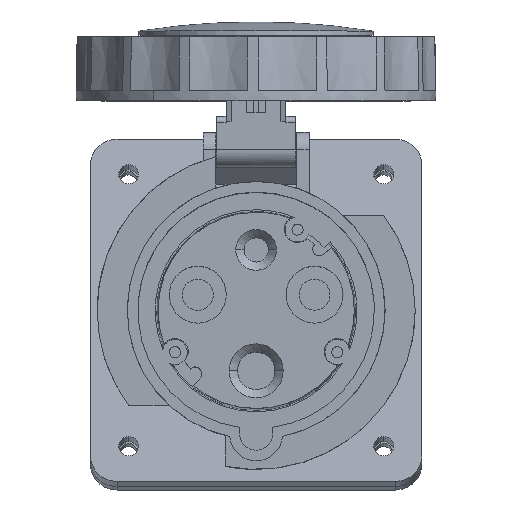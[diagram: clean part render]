
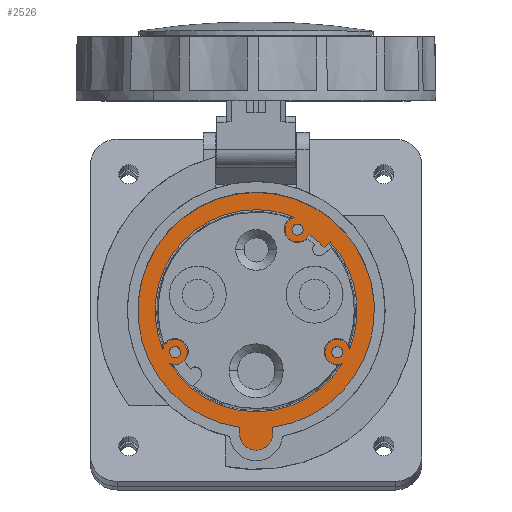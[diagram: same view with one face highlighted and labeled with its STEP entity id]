
A CAD part, top view. The second image highlights one B-rep face of the part: STEP entity #2526.
In plain terms, the highlighted face is planar.
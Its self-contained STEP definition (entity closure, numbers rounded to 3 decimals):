
#819=DIRECTION('',(0.,1.,0.));
#820=VECTOR('',#819,1.852);
#821=CARTESIAN_POINT('',(-5.,-37.2,0.));
#822=LINE('',#821,#820);
#831=DIRECTION('',(0.,-1.,0.));
#832=VECTOR('',#831,1.852);
#833=CARTESIAN_POINT('',(5.,-35.348,0.));
#834=LINE('',#833,#832);
#843=CARTESIAN_POINT('',(0.,-37.2,0.));
#844=DIRECTION('',(0.,0.,1.));
#845=DIRECTION('',(-1.,0.,0.));
#846=AXIS2_PLACEMENT_3D('',#843,#844,#845);
#848=CARTESIAN_POINT('',(0.,0.,0.));
#849=DIRECTION('',(0.,0.,1.));
#850=DIRECTION('',(0.14,-0.99,0.));
#851=AXIS2_PLACEMENT_3D('',#848,#849,#850);
#853=CARTESIAN_POINT('',(0.,0.,0.));
#854=DIRECTION('',(0.,0.,1.));
#855=DIRECTION('',(0.,1.,0.));
#856=AXIS2_PLACEMENT_3D('',#853,#854,#855);
#858=CARTESIAN_POINT('',(24.503,-12.485,0.));
#859=DIRECTION('',(0.,0.,1.));
#860=DIRECTION('',(0.978,0.211,0.));
#861=AXIS2_PLACEMENT_3D('',#858,#859,#860);
#863=CARTESIAN_POINT('',(24.503,-12.485,0.));
#864=DIRECTION('',(0.,0.,1.));
#865=DIRECTION('',(0.898,0.44,0.));
#866=AXIS2_PLACEMENT_3D('',#863,#864,#865);
#868=CARTESIAN_POINT('',(24.503,-12.485,0.));
#869=DIRECTION('',(0.,0.,1.));
#870=DIRECTION('',(-1.,0.,0.));
#871=AXIS2_PLACEMENT_3D('',#868,#869,#870);
#873=CARTESIAN_POINT('',(24.503,-12.485,0.));
#874=DIRECTION('',(0.,0.,1.));
#875=DIRECTION('',(0.171,-0.985,0.));
#876=AXIS2_PLACEMENT_3D('',#873,#874,#875);
#878=CARTESIAN_POINT('',(0.,0.,0.));
#879=DIRECTION('',(0.,0.,-1.));
#880=DIRECTION('',(0.853,-0.522,0.));
#881=AXIS2_PLACEMENT_3D('',#878,#879,#880);
#883=CARTESIAN_POINT('',(0.,0.,0.));
#884=DIRECTION('',(0.,0.,-1.));
#885=DIRECTION('',(0.,-1.,0.));
#886=AXIS2_PLACEMENT_3D('',#883,#884,#885);
#888=CARTESIAN_POINT('',(-24.503,-12.485,0.));
#889=DIRECTION('',(0.,0.,1.));
#890=DIRECTION('',(-0.404,-0.915,0.));
#891=AXIS2_PLACEMENT_3D('',#888,#889,#890);
#893=CARTESIAN_POINT('',(-24.503,-12.485,0.));
#894=DIRECTION('',(0.,0.,1.));
#895=DIRECTION('',(-0.171,-0.985,0.));
#896=AXIS2_PLACEMENT_3D('',#893,#894,#895);
#898=CARTESIAN_POINT('',(-24.503,-12.485,0.));
#899=DIRECTION('',(0.,0.,1.));
#900=DIRECTION('',(1.,0.,0.));
#901=AXIS2_PLACEMENT_3D('',#898,#899,#900);
#903=CARTESIAN_POINT('',(-24.503,-12.485,0.));
#904=DIRECTION('',(0.,0.,1.));
#905=DIRECTION('',(-0.898,0.44,0.));
#906=AXIS2_PLACEMENT_3D('',#903,#904,#905);
#908=CARTESIAN_POINT('',(0.,0.,0.));
#909=DIRECTION('',(0.,0.,-1.));
#910=DIRECTION('',(-0.924,-0.383,0.));
#911=AXIS2_PLACEMENT_3D('',#908,#909,#910);
#913=DIRECTION('',(0.731,-0.682,0.));
#914=VECTOR('',#913,2.5);
#915=CARTESIAN_POINT('',(-22.306,20.801,0.));
#916=LINE('',#915,#914);
#917=CARTESIAN_POINT('',(0.,0.,0.));
#918=DIRECTION('',(0.,0.,-1.));
#919=DIRECTION('',(-0.731,0.682,0.));
#920=AXIS2_PLACEMENT_3D('',#917,#918,#919);
#922=CARTESIAN_POINT('',(-12.485,24.503,0.));
#923=DIRECTION('',(0.,0.,1.));
#924=DIRECTION('',(-0.919,-0.394,0.));
#925=AXIS2_PLACEMENT_3D('',#922,#923,#924);
#927=CARTESIAN_POINT('',(-12.485,24.503,0.));
#928=DIRECTION('',(0.,0.,1.));
#929=DIRECTION('',(1.,0.,0.));
#930=AXIS2_PLACEMENT_3D('',#927,#928,#929);
#932=CARTESIAN_POINT('',(0.,0.,0.));
#933=DIRECTION('',(0.,0.,-1.));
#934=DIRECTION('',(-0.383,0.924,0.));
#935=AXIS2_PLACEMENT_3D('',#932,#933,#934);
#937=CARTESIAN_POINT('',(0.,0.,0.));
#938=DIRECTION('',(0.,0.,-1.));
#939=DIRECTION('',(0.,1.,0.));
#940=AXIS2_PLACEMENT_3D('',#937,#938,#939);
#942=CARTESIAN_POINT('',(-24.503,-12.485,0.));
#943=DIRECTION('',(0.,0.,-1.));
#944=DIRECTION('',(0.891,0.454,0.));
#945=AXIS2_PLACEMENT_3D('',#942,#943,#944);
#947=CARTESIAN_POINT('',(-24.503,-12.485,0.));
#948=DIRECTION('',(0.,0.,-1.));
#949=DIRECTION('',(-0.891,-0.454,0.));
#950=AXIS2_PLACEMENT_3D('',#947,#948,#949);
#952=CARTESIAN_POINT('',(24.503,-12.485,0.));
#953=DIRECTION('',(0.,0.,-1.));
#954=DIRECTION('',(-0.891,0.454,0.));
#955=AXIS2_PLACEMENT_3D('',#952,#953,#954);
#957=CARTESIAN_POINT('',(24.503,-12.485,0.));
#958=DIRECTION('',(0.,0.,-1.));
#959=DIRECTION('',(0.891,-0.454,0.));
#960=AXIS2_PLACEMENT_3D('',#957,#958,#959);
#962=CARTESIAN_POINT('',(-12.485,24.503,0.));
#963=DIRECTION('',(0.,0.,-1.));
#964=DIRECTION('',(0.454,-0.891,0.));
#965=AXIS2_PLACEMENT_3D('',#962,#963,#964);
#967=CARTESIAN_POINT('',(-12.485,24.503,0.));
#968=DIRECTION('',(0.,0.,-1.));
#969=DIRECTION('',(-0.454,0.891,0.));
#970=AXIS2_PLACEMENT_3D('',#967,#968,#969);
#1469=CARTESIAN_POINT('',(0.,-30.5,0.));
#1470=CARTESIAN_POINT('',(-26.019,-15.915,0.));
#1471=VERTEX_POINT('',#1469);
#1472=VERTEX_POINT('',#1470);
#1473=CARTESIAN_POINT('',(26.019,-15.915,0.));
#1474=VERTEX_POINT('',#1473);
#1475=CARTESIAN_POINT('',(-5.,-37.2,0.));
#1476=CARTESIAN_POINT('',(-5.,-35.348,0.));
#1477=VERTEX_POINT('',#1475);
#1478=VERTEX_POINT('',#1476);
#1479=CARTESIAN_POINT('',(5.,-37.2,0.));
#1480=VERTEX_POINT('',#1479);
#1481=CARTESIAN_POINT('',(5.,-35.348,0.));
#1482=VERTEX_POINT('',#1481);
#1483=CARTESIAN_POINT('',(0.,35.7,0.));
#1484=VERTEX_POINT('',#1483);
#1485=CARTESIAN_POINT('',(28.169,-11.695,0.));
#1486=CARTESIAN_POINT('',(27.869,-10.833,0.));
#1487=VERTEX_POINT('',#1485);
#1488=VERTEX_POINT('',#1486);
#1489=CARTESIAN_POINT('',(20.753,-12.485,0.));
#1490=CARTESIAN_POINT('',(25.145,-16.179,0.));
#1491=VERTEX_POINT('',#1489);
#1492=VERTEX_POINT('',#1490);
#1493=CARTESIAN_POINT('',(-25.145,-16.179,0.));
#1494=VERTEX_POINT('',#1493);
#1495=CARTESIAN_POINT('',(-20.753,-12.485,0.));
#1496=CARTESIAN_POINT('',(-27.869,-10.833,0.));
#1497=VERTEX_POINT('',#1495);
#1498=VERTEX_POINT('',#1496);
#1499=CARTESIAN_POINT('',(-28.169,-11.695,0.));
#1500=VERTEX_POINT('',#1499);
#1501=CARTESIAN_POINT('',(-22.306,20.801,0.));
#1502=VERTEX_POINT('',#1501);
#1503=CARTESIAN_POINT('',(-20.478,19.096,0.));
#1504=VERTEX_POINT('',#1503);
#1505=CARTESIAN_POINT('',(-15.932,23.026,0.));
#1506=VERTEX_POINT('',#1505);
#1507=CARTESIAN_POINT('',(-8.735,24.503,0.));
#1508=CARTESIAN_POINT('',(-11.695,28.169,0.));
#1509=VERTEX_POINT('',#1507);
#1510=VERTEX_POINT('',#1508);
#1511=CARTESIAN_POINT('',(0.,30.5,0.));
#1512=VERTEX_POINT('',#1511);
#1513=CARTESIAN_POINT('',(-23.01,-11.724,0.));
#1514=CARTESIAN_POINT('',(-25.995,-13.245,0.));
#1515=VERTEX_POINT('',#1513);
#1516=VERTEX_POINT('',#1514);
#1517=CARTESIAN_POINT('',(23.01,-11.724,0.));
#1518=CARTESIAN_POINT('',(25.995,-13.245,0.));
#1519=VERTEX_POINT('',#1517);
#1520=VERTEX_POINT('',#1518);
#1521=CARTESIAN_POINT('',(-11.724,23.01,0.));
#1522=CARTESIAN_POINT('',(-13.245,25.995,0.));
#1523=VERTEX_POINT('',#1521);
#1524=VERTEX_POINT('',#1522);
#2460=CARTESIAN_POINT('',(0.,0.,0.));
#2461=DIRECTION('',(0.,0.,-1.));
#2462=DIRECTION('',(0.,1.,0.));
#2463=AXIS2_PLACEMENT_3D('',#2460,#2461,#2462);
#2464=PLANE('',#2463);
#2465=ORIENTED_EDGE('',*,*,#2408,.F.);
#2466=ORIENTED_EDGE('',*,*,#2423,.T.);
#2467=ORIENTED_EDGE('',*,*,#2437,.F.);
#2468=ORIENTED_EDGE('',*,*,#2452,.T.);
#2469=ORIENTED_EDGE('',*,*,#2450,.T.);
#2470=EDGE_LOOP('',(#2465,#2466,#2467,#2468,#2469));
#2471=FACE_OUTER_BOUND('',#2470,.F.);
#2473=ORIENTED_EDGE('',*,*,#2472,.T.);
#2475=ORIENTED_EDGE('',*,*,#2474,.T.);
#2477=ORIENTED_EDGE('',*,*,#2476,.T.);
#2479=ORIENTED_EDGE('',*,*,#2478,.T.);
#2481=ORIENTED_EDGE('',*,*,#2480,.T.);
#2483=ORIENTED_EDGE('',*,*,#2482,.T.);
#2485=ORIENTED_EDGE('',*,*,#2484,.T.);
#2487=ORIENTED_EDGE('',*,*,#2486,.T.);
#2489=ORIENTED_EDGE('',*,*,#2488,.T.);
#2491=ORIENTED_EDGE('',*,*,#2490,.T.);
#2493=ORIENTED_EDGE('',*,*,#2492,.T.);
#2495=ORIENTED_EDGE('',*,*,#2494,.T.);
#2497=ORIENTED_EDGE('',*,*,#2496,.T.);
#2499=ORIENTED_EDGE('',*,*,#2498,.T.);
#2501=ORIENTED_EDGE('',*,*,#2500,.T.);
#2503=ORIENTED_EDGE('',*,*,#2502,.T.);
#2505=ORIENTED_EDGE('',*,*,#2504,.T.);
#2506=EDGE_LOOP('',(#2473,#2475,#2477,#2479,#2481,#2483,#2485,#2487,#2489,#2491,
#2493,#2495,#2497,#2499,#2501,#2503,#2505));
#2507=FACE_BOUND('',#2506,.F.);
#2509=ORIENTED_EDGE('',*,*,#2508,.T.);
#2511=ORIENTED_EDGE('',*,*,#2510,.T.);
#2512=EDGE_LOOP('',(#2509,#2511));
#2513=FACE_BOUND('',#2512,.F.);
#2515=ORIENTED_EDGE('',*,*,#2514,.T.);
#2517=ORIENTED_EDGE('',*,*,#2516,.T.);
#2518=EDGE_LOOP('',(#2515,#2517));
#2519=FACE_BOUND('',#2518,.F.);
#2521=ORIENTED_EDGE('',*,*,#2520,.T.);
#2523=ORIENTED_EDGE('',*,*,#2522,.T.);
#2524=EDGE_LOOP('',(#2521,#2523));
#2525=FACE_BOUND('',#2524,.F.);
#2526=ADVANCED_FACE('',(#2471,#2507,#2513,#2519,#2525),#2464,.T.);
#847=CIRCLE('',#846,5.);
#852=CIRCLE('',#851,35.7);
#857=CIRCLE('',#856,35.7);
#862=CIRCLE('',#861,3.75);
#867=CIRCLE('',#866,3.75);
#872=CIRCLE('',#871,3.75);
#877=CIRCLE('',#876,3.75);
#882=CIRCLE('',#881,30.5);
#887=CIRCLE('',#886,30.5);
#892=CIRCLE('',#891,3.75);
#897=CIRCLE('',#896,3.75);
#902=CIRCLE('',#901,3.75);
#907=CIRCLE('',#906,3.75);
#912=CIRCLE('',#911,30.5);
#921=CIRCLE('',#920,28.);
#926=CIRCLE('',#925,3.75);
#931=CIRCLE('',#930,3.75);
#936=CIRCLE('',#935,30.5);
#941=CIRCLE('',#940,30.5);
#946=CIRCLE('',#945,1.675);
#951=CIRCLE('',#950,1.675);
#956=CIRCLE('',#955,1.675);
#961=CIRCLE('',#960,1.675);
#966=CIRCLE('',#965,1.675);
#971=CIRCLE('',#970,1.675);
#2408=EDGE_CURVE('',#1477,#1478,#822,.T.);
#2423=EDGE_CURVE('',#1477,#1480,#847,.T.);
#2437=EDGE_CURVE('',#1482,#1480,#834,.T.);
#2450=EDGE_CURVE('',#1484,#1478,#857,.T.);
#2452=EDGE_CURVE('',#1482,#1484,#852,.T.);
#2472=EDGE_CURVE('',#1487,#1488,#862,.T.);
#2474=EDGE_CURVE('',#1488,#1491,#867,.T.);
#2476=EDGE_CURVE('',#1491,#1492,#872,.T.);
#2478=EDGE_CURVE('',#1492,#1474,#877,.T.);
#2480=EDGE_CURVE('',#1474,#1471,#882,.T.);
#2482=EDGE_CURVE('',#1471,#1472,#887,.T.);
#2484=EDGE_CURVE('',#1472,#1494,#892,.T.);
#2486=EDGE_CURVE('',#1494,#1497,#897,.T.);
#2488=EDGE_CURVE('',#1497,#1498,#902,.T.);
#2490=EDGE_CURVE('',#1498,#1500,#907,.T.);
#2492=EDGE_CURVE('',#1500,#1502,#912,.T.);
#2494=EDGE_CURVE('',#1502,#1504,#916,.T.);
#2496=EDGE_CURVE('',#1504,#1506,#921,.T.);
#2498=EDGE_CURVE('',#1506,#1509,#926,.T.);
#2500=EDGE_CURVE('',#1509,#1510,#931,.T.);
#2502=EDGE_CURVE('',#1510,#1512,#936,.T.);
#2504=EDGE_CURVE('',#1512,#1487,#941,.T.);
#2508=EDGE_CURVE('',#1515,#1516,#946,.T.);
#2510=EDGE_CURVE('',#1516,#1515,#951,.T.);
#2514=EDGE_CURVE('',#1519,#1520,#956,.T.);
#2516=EDGE_CURVE('',#1520,#1519,#961,.T.);
#2520=EDGE_CURVE('',#1523,#1524,#966,.T.);
#2522=EDGE_CURVE('',#1524,#1523,#971,.T.);
